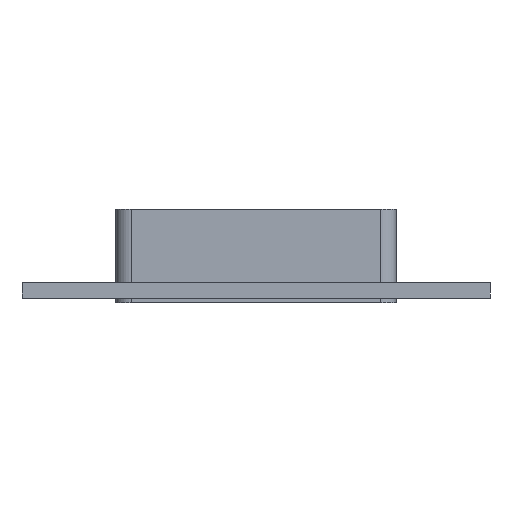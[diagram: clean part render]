
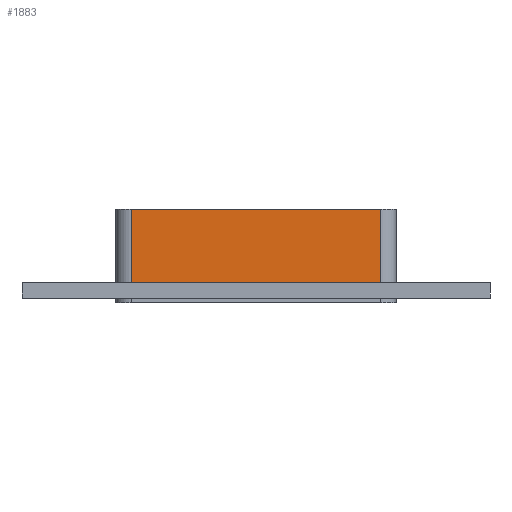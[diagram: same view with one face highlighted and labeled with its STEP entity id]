
A CAD part, left-side view. The second image highlights one B-rep face of the part: STEP entity #1883.
In plain terms, the highlighted planar face has unit normal (-1, 0, 0).
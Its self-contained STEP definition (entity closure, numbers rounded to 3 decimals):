
#797=CARTESIAN_POINT('',(-266.0,-79.75,-17.0));
#798=VERTEX_POINT('',#797);
#806=CARTESIAN_POINT('',(-266.0,79.75,-17.0));
#807=VERTEX_POINT('',#806);
#808=CARTESIAN_POINT('',(-266.,79.75,-17.0));
#809=DIRECTION('',(0.0,-1.0,0.0));
#810=VECTOR('',#809,159.5);
#811=LINE('',#808,#810);
#812=EDGE_CURVE('',#807,#798,#811,.T.);
#1406=CARTESIAN_POINT('',(-266.,-79.75,30.0));
#1407=VERTEX_POINT('',#1406);
#1415=CARTESIAN_POINT('',(-266.,-79.75,30.0));
#1416=DIRECTION('',(0.0,0.0,-1.0));
#1417=VECTOR('',#1416,47.0);
#1418=LINE('',#1415,#1417);
#1419=EDGE_CURVE('',#1407,#798,#1418,.T.);
#1430=CARTESIAN_POINT('',(-266.,79.75,30.0));
#1431=VERTEX_POINT('',#1430);
#1432=CARTESIAN_POINT('',(-266.,79.75,-17.0));
#1433=DIRECTION('',(0.0,0.0,1.0));
#1434=VECTOR('',#1433,47.0);
#1435=LINE('',#1432,#1434);
#1436=EDGE_CURVE('',#807,#1431,#1435,.T.);
#1867=CARTESIAN_POINT('',(-266.,89.75,0.0));
#1868=DIRECTION('',(-1.0,0.0,0.0));
#1869=DIRECTION('',(0.0,-1.0,0.0));
#1870=AXIS2_PLACEMENT_3D('',#1867,#1868,#1869);
#1871=PLANE('',#1870);
#1872=ORIENTED_EDGE('',*,*,#812,.T.);
#1873=ORIENTED_EDGE('',*,*,#1419,.F.);
#1874=CARTESIAN_POINT('',(-266.,79.75,30.0));
#1875=DIRECTION('',(0.0,-1.0,0.0));
#1876=VECTOR('',#1875,159.5);
#1877=LINE('',#1874,#1876);
#1878=EDGE_CURVE('',#1431,#1407,#1877,.T.);
#1879=ORIENTED_EDGE('',*,*,#1878,.F.);
#1880=ORIENTED_EDGE('',*,*,#1436,.F.);
#1881=EDGE_LOOP('',(#1872,#1873,#1879,#1880));
#1882=FACE_OUTER_BOUND('',#1881,.T.);
#1883=ADVANCED_FACE('',(#1882),#1871,.T.);
